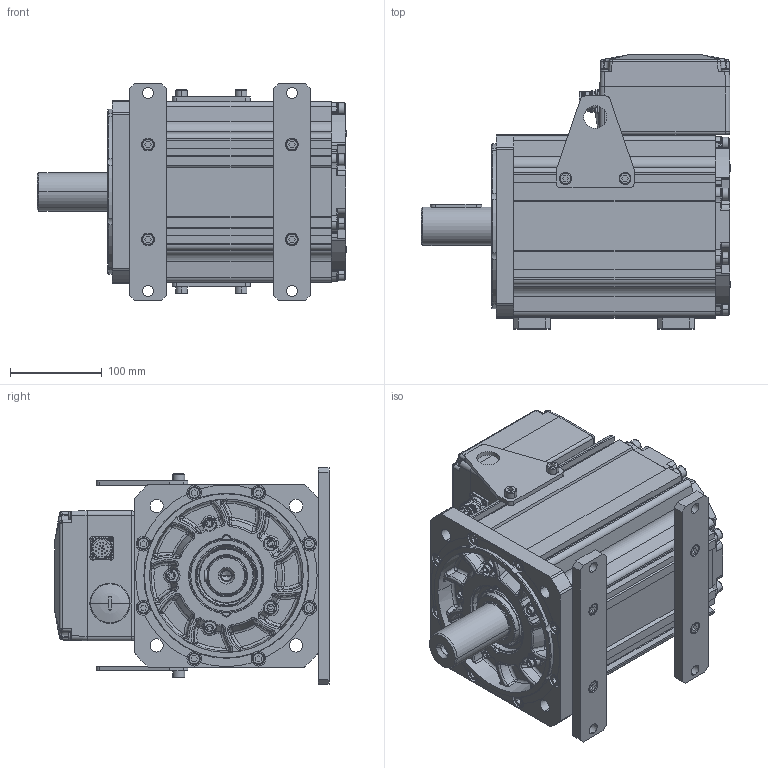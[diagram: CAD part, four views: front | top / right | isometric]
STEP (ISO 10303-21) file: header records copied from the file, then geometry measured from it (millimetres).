
FILE_DESCRIPTION((''),'2;1');
FILE_NAME('U31004A103_50220N-0','2016-06-04T',('yanyerong'),(''),'PRO/ENGINEER BY PARAMETRIC TECHNOLOGY CORPORATION, 2010430','PRO/ENGINEER BY PARAMETRIC TECHNOLOGY CORPORATION, 2010430','');
FILE_SCHEMA(('CONFIG_CONTROL_DESIGN'));
Products named in the file (1): U31004A103_50220N-0
Bounding box: 338 x 299 x 236 mm (x, y, z)
Surface area: 607387.5 mm2 (no closed solid volume)
Topology: 0 solids, 92 shells, 1743 faces, 4866 edges, 3233 vertices
Faces by surface type: plane 748, cylinder 427, bspline 190, torus 170, cone 148, sphere 60
Entity records: 79811 total; most frequent: CARTESIAN_POINT 35824, DIRECTION 9242, ORIENTED_EDGE 8661, EDGE_CURVE 4864, AXIS2_PLACEMENT_3D 3461, VERTEX_POINT 3233, VECTOR 2320, LINE 2320
